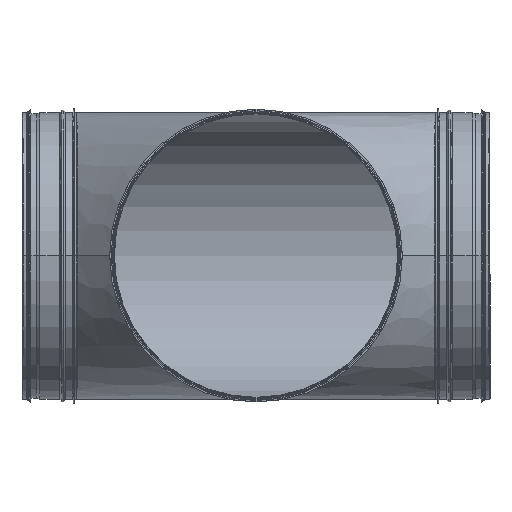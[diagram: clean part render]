
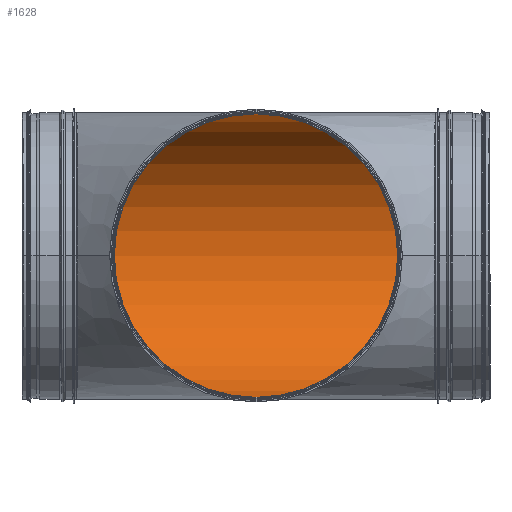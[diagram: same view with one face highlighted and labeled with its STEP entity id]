
A CAD part, top view. The second image highlights one B-rep face of the part: STEP entity #1628.
In plain terms, the highlighted cylindrical face has radius 248.875 mm (diameter 497.75 mm), a partial arc.
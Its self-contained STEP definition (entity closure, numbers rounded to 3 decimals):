
#1561=CARTESIAN_POINT('',(-248.875,0.434,0.0));
#1562=VERTEX_POINT('',#1561);
#1579=CARTESIAN_POINT('',(-248.875,0.434,623.0));
#1580=VERTEX_POINT('',#1579);
#1587=CARTESIAN_POINT('',(-248.875,0.434,0.0));
#1588=DIRECTION('',(0.0,0.0,1.0));
#1589=VECTOR('',#1588,623.0);
#1590=LINE('',#1587,#1589);
#1591=EDGE_CURVE('',#1562,#1580,#1590,.T.);
#1596=CARTESIAN_POINT('',(0.0,0.0,0.0));
#1597=DIRECTION('',(0.0,0.0,1.0));
#1598=DIRECTION('',(1.,-0.002,0.0));
#1599=AXIS2_PLACEMENT_3D('',#1596,#1597,#1598);
#1600=CYLINDRICAL_SURFACE('',#1599,248.875);
#1601=CARTESIAN_POINT('',(248.875,0.435,0.0));
#1602=VERTEX_POINT('',#1601);
#1603=CARTESIAN_POINT('',(0.0,0.0,0.0));
#1604=DIRECTION('',(0.0,0.0,-1.0));
#1605=DIRECTION('',(1.,-0.002,0.0));
#1606=AXIS2_PLACEMENT_3D('',#1603,#1604,#1605);
#1607=CIRCLE('',#1606,248.875);
#1608=EDGE_CURVE('',#1602,#1562,#1607,.T.);
#1609=ORIENTED_EDGE('',*,*,#1608,.T.);
#1610=ORIENTED_EDGE('',*,*,#1591,.T.);
#1611=CARTESIAN_POINT('',(248.875,0.435,623.0));
#1612=VERTEX_POINT('',#1611);
#1613=CARTESIAN_POINT('',(0.0,0.0,623.0));
#1614=DIRECTION('',(0.0,0.0,-1.0));
#1615=DIRECTION('',(1.,-0.002,0.0));
#1616=AXIS2_PLACEMENT_3D('',#1613,#1614,#1615);
#1617=CIRCLE('',#1616,248.875);
#1618=EDGE_CURVE('',#1612,#1580,#1617,.T.);
#1619=ORIENTED_EDGE('',*,*,#1618,.F.);
#1620=CARTESIAN_POINT('',(248.875,0.435,0.0));
#1621=DIRECTION('',(0.0,0.0,1.0));
#1622=VECTOR('',#1621,623.0);
#1623=LINE('',#1620,#1622);
#1624=EDGE_CURVE('',#1602,#1612,#1623,.T.);
#1625=ORIENTED_EDGE('',*,*,#1624,.F.);
#1626=EDGE_LOOP('',(#1609,#1610,#1619,#1625));
#1627=FACE_OUTER_BOUND('',#1626,.T.);
#1628=ADVANCED_FACE('',(#1627),#1600,.F.);
